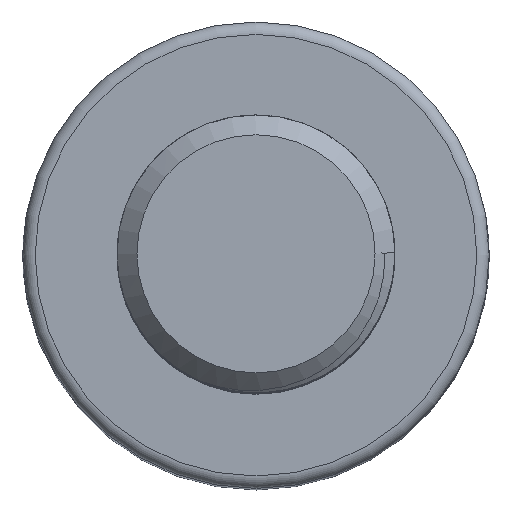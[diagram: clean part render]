
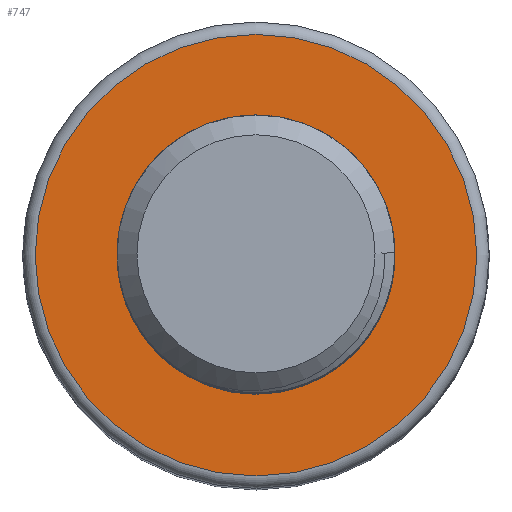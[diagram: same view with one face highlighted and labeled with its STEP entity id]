
A CAD part, top view. The second image highlights one B-rep face of the part: STEP entity #747.
In plain terms, the highlighted planar face has unit normal (0, 0, 1).
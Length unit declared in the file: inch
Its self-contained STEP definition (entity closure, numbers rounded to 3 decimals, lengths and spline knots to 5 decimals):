
#166 = DIRECTION ( 'NONE',  ( -1., 0., 0. ) ) ;
#167 = DIRECTION ( 'NONE',  ( 0., 0., -1. ) ) ;
#168 = PLANE ( 'NONE',  #3630 ) ;
#169 = CARTESIAN_POINT ( 'NONE',  ( 0., 0.089, 0.375 ) ) ;
#576 = VERTEX_POINT ( 'NONE', #806 ) ;
#577 = VERTEX_POINT ( 'NONE', #807 ) ;
#673 = EDGE_CURVE ( 'NONE', #576, #576, #2987, .T. ) ;
#700 = EDGE_CURVE ( 'NONE', #577, #577, #3010, .T. ) ;
#747 = ADVANCED_FACE ( 'NONE', ( #3052, #3051 ), #168, .F. ) ;
#806 = CARTESIAN_POINT ( 'NONE',  ( 0.089, 0., 0.375 ) ) ;
#807 = CARTESIAN_POINT ( 'NONE',  ( 0.056, 0., 0.375 ) ) ;
#937 = DIRECTION ( 'NONE',  ( 1., 0., 0. ) ) ;
#938 = DIRECTION ( 'NONE',  ( 0., 0., 1. ) ) ;
#939 = CARTESIAN_POINT ( 'NONE',  ( 0., 0., 0.375 ) ) ;
#1528 = DIRECTION ( 'NONE',  ( 1., 0., 0. ) ) ;
#1529 = DIRECTION ( 'NONE',  ( 0., 0., 1. ) ) ;
#1534 = CARTESIAN_POINT ( 'NONE',  ( 0., 0., 0.375 ) ) ;
#2360 = ORIENTED_EDGE ( 'NONE', *, *, #673, .T. ) ;
#2362 = ORIENTED_EDGE ( 'NONE', *, *, #700, .F. ) ;
#2901 = EDGE_LOOP ( 'NONE', ( #2360 ) ) ;
#2912 = EDGE_LOOP ( 'NONE', ( #2362 ) ) ;
#2987 = CIRCLE ( 'NONE', #3603, 0.089 ) ;
#3010 = CIRCLE ( 'NONE', #3608, 0.056 ) ;
#3051 = FACE_OUTER_BOUND ( 'NONE', #2901, .T. ) ;
#3052 = FACE_BOUND ( 'NONE', #2912, .T. ) ;
#3603 = AXIS2_PLACEMENT_3D ( 'NONE', #1534, #1529, #1528 ) ;
#3608 = AXIS2_PLACEMENT_3D ( 'NONE', #939, #938, #937 ) ;
#3630 = AXIS2_PLACEMENT_3D ( 'NONE', #169, #167, #166 ) ;
